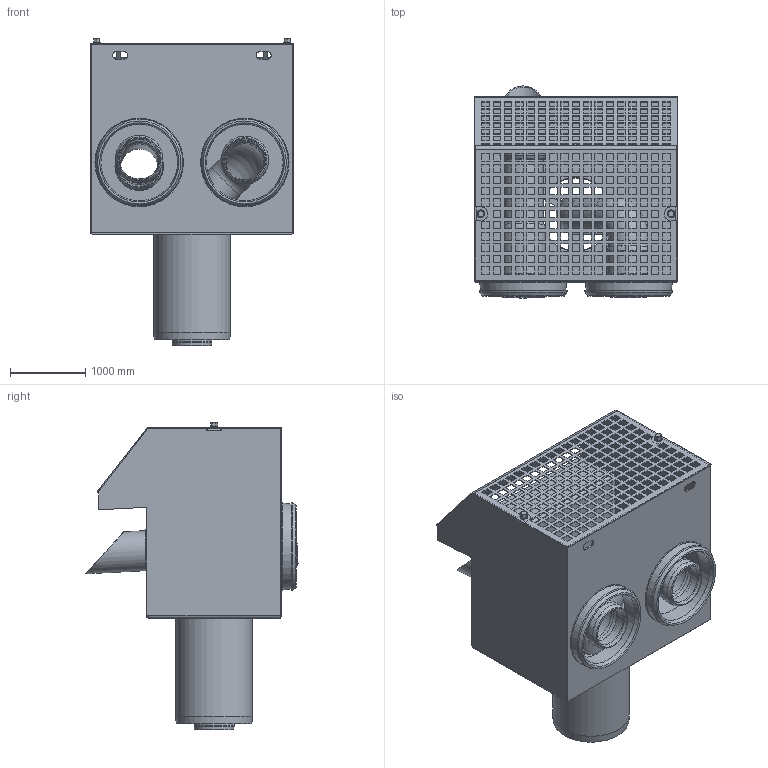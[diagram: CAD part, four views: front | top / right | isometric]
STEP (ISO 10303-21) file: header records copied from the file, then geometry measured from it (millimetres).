
FILE_DESCRIPTION(/* description */ (''),/* implementation_level */ '2;1');
FILE_NAME(/* name */ '04361.100X_3D.stp',/* time_stamp */ '2024-12-11T13:30:18+01:00',/* author */ ('CAD'),/* organization */ (''),/* preprocessor_version */ 'ST-DEVELOPER v20',/* originating_system */ 'AutoCAD Mechanical',/* authorisation */ '');
FILE_SCHEMA (('AUTOMOTIVE_DESIGN { 1 0 10303 214 3 1 1 }'));
Length unit declared in the file: centimetre
Products named in the file (3): Product; *S0; S903960
Assembly tree (2 placements, depth 2):
  Product
    *S0
    S903960
Bounding box: 2700 x 2811.59 x 4077 mm (x, y, z)
Volume: 881913633.8 mm3; surface area: 98409032.8 mm2
Topology: 16 solids, 16 shells, 1626 faces, 4611 edges, 3037 vertices
Faces by surface type: plane 1400, cone 83, cylinder 77, torus 48, bspline 18
Full cylindrical faces by diameter (mm): 48 x2, 70 x2, 76 x2, 500 x5, 530 x7, 560 x2, 581.206 x3, 590 x2, 600 x4, 630 x2, 980 x1, 1016 x2, 1020 x1, 1134 x2, 1165 x2
Entity records: 53854 total; most frequent: CARTESIAN_POINT 10099, ORIENTED_EDGE 9192, DIRECTION 8248, EDGE_CURVE 4596, LINE 4094, VECTOR 4094, VERTEX_POINT 3011, EDGE_LOOP 2285
